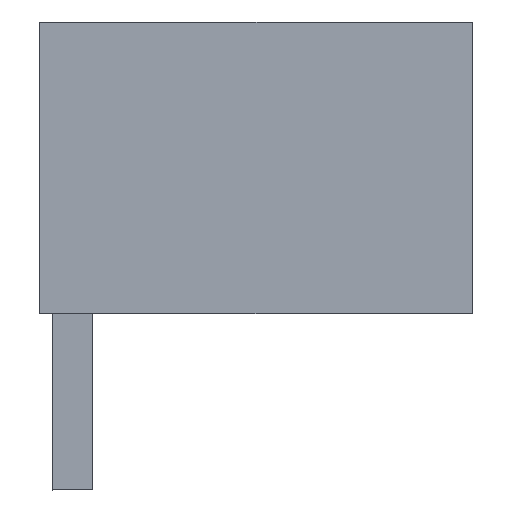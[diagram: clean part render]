
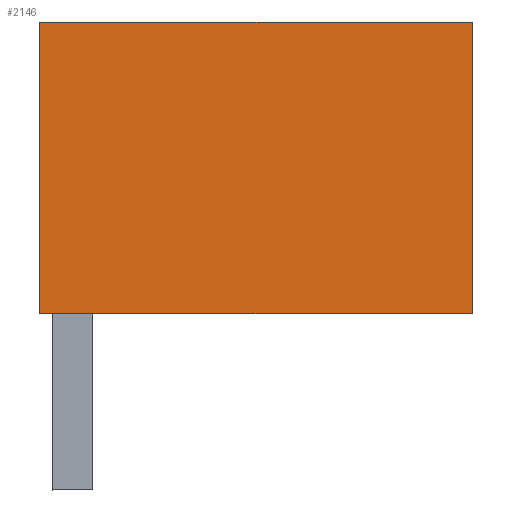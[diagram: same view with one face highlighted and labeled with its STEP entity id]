
A CAD part, left-side view. The second image highlights one B-rep face of the part: STEP entity #2146.
In plain terms, the highlighted planar face has unit normal (-1, 0, 0).
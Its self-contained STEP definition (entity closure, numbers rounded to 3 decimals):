
#2133=AXIS2_PLACEMENT_3D('Plane Axis2P3D',#2130,#2131,#2132) ;
#752=CARTESIAN_POINT('Vertex',(0.,11.05,4.5)) ;
#755=CARTESIAN_POINT('Line Origine',(0.,11.05,8.225)) ;
#759=CARTESIAN_POINT('Vertex',(0.,11.05,11.95)) ;
#927=CARTESIAN_POINT('Line Origine',(0.,5.525,4.5)) ;
#931=CARTESIAN_POINT('Vertex',(0.,0.,4.5)) ;
#1782=CARTESIAN_POINT('Line Origine',(0.,5.525,11.95)) ;
#1786=CARTESIAN_POINT('Vertex',(0.,0.,11.95)) ;
#2130=CARTESIAN_POINT('Axis2P3D Location',(0.,-2.377,1.3)) ;
#2135=CARTESIAN_POINT('Line Origine',(0.,0.,8.225)) ;
#756=DIRECTION('Vector Direction',(0.,0.,-1.)) ;
#928=DIRECTION('Vector Direction',(0.,1.,0.)) ;
#1783=DIRECTION('Vector Direction',(0.,-1.,0.)) ;
#2131=DIRECTION('Axis2P3D Direction',(1.,-0.,0.)) ;
#2132=DIRECTION('Axis2P3D XDirection',(0.,1.,0.)) ;
#2136=DIRECTION('Vector Direction',(0.,0.,1.)) ;
#757=VECTOR('Line Direction',#756,1.) ;
#929=VECTOR('Line Direction',#928,1.) ;
#1784=VECTOR('Line Direction',#1783,1.) ;
#2137=VECTOR('Line Direction',#2136,1.) ;
#2141=ORIENTED_EDGE('',*,*,#1788,.F.) ;
#2142=ORIENTED_EDGE('',*,*,#761,.T.) ;
#2143=ORIENTED_EDGE('',*,*,#933,.F.) ;
#2144=ORIENTED_EDGE('',*,*,#2139,.T.) ;
#2146=ADVANCED_FACE('HOUSING',(#2145),#2134,.F.) ;
#761=EDGE_CURVE('',#760,#753,#758,.T.) ;
#933=EDGE_CURVE('',#932,#753,#930,.T.) ;
#1788=EDGE_CURVE('',#760,#1787,#1785,.T.) ;
#2139=EDGE_CURVE('',#932,#1787,#2138,.T.) ;
#2140=EDGE_LOOP('',(#2141,#2142,#2143,#2144)) ;
#2145=FACE_OUTER_BOUND('',#2140,.T.) ;
#758=LINE('Line',#755,#757) ;
#930=LINE('Line',#927,#929) ;
#1785=LINE('Line',#1782,#1784) ;
#2138=LINE('Line',#2135,#2137) ;
#2134=PLANE('',#2133) ;
#753=VERTEX_POINT('',#752) ;
#760=VERTEX_POINT('',#759) ;
#932=VERTEX_POINT('',#931) ;
#1787=VERTEX_POINT('',#1786) ;
